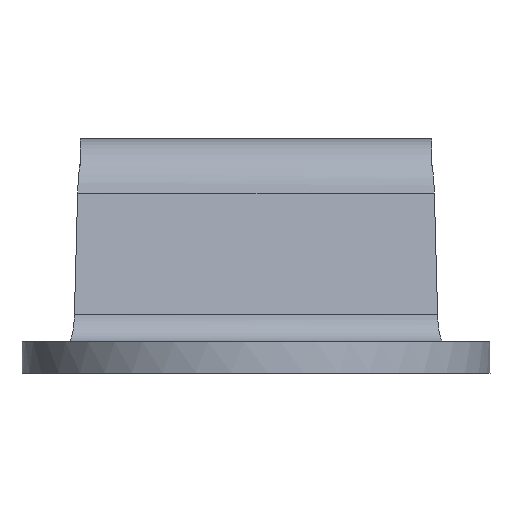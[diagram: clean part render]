
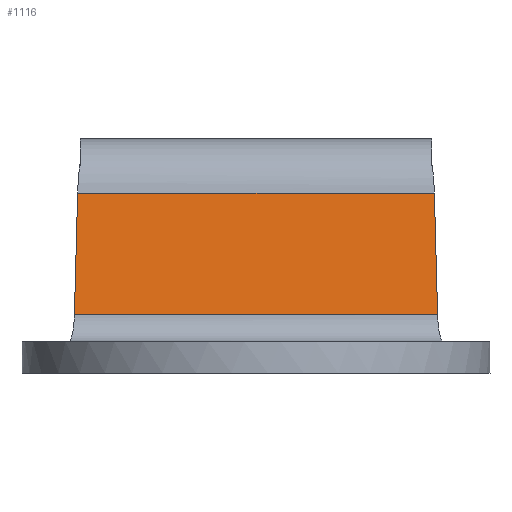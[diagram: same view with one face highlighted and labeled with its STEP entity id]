
A CAD part, left-side view. The second image highlights one B-rep face of the part: STEP entity #1116.
In plain terms, the highlighted free-form (B-spline) face has degree [1, 1] with [2, 2] control points.
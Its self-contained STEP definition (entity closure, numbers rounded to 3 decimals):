
#60=CARTESIAN_POINT('',(18.482,11.641,3.732));
#61=VERTEX_POINT('',#60);
#82=CARTESIAN_POINT('',(18.482,-11.641,3.732));
#83=VERTEX_POINT('',#82);
#97=CARTESIAN_POINT('',(18.482,11.641,3.732));
#98=CARTESIAN_POINT('',(18.482,-11.641,3.732));
#99=QUASI_UNIFORM_CURVE('',1,(#97,#98),.UNSPECIFIED.,.F.,.U.);
#100=EDGE_CURVE('',#61,#83,#99,.T.);
#302=CARTESIAN_POINT('',(19.536,11.433,11.535));
#303=VERTEX_POINT('',#302);
#319=CARTESIAN_POINT('',(19.536,-11.433,11.535));
#320=VERTEX_POINT('',#319);
#321=CARTESIAN_POINT('',(19.536,-11.433,11.535));
#322=CARTESIAN_POINT('',(19.536,11.433,11.535));
#323=QUASI_UNIFORM_CURVE('',1,(#321,#322),.UNSPECIFIED.,.F.,.U.);
#324=EDGE_CURVE('',#320,#303,#323,.T.);
#616=CARTESIAN_POINT('',(19.536,-11.433,11.535));
#617=CARTESIAN_POINT('',(18.482,-11.641,3.732));
#618=QUASI_UNIFORM_CURVE('',1,(#616,#617),.UNSPECIFIED.,.F.,.U.);
#619=EDGE_CURVE('',#320,#83,#618,.T.);
#658=CARTESIAN_POINT('',(18.482,11.641,3.732));
#659=CARTESIAN_POINT('',(19.536,11.433,11.535));
#660=QUASI_UNIFORM_CURVE('',1,(#658,#659),.UNSPECIFIED.,.F.,.U.);
#661=EDGE_CURVE('',#61,#303,#660,.T.);
#1105=CARTESIAN_POINT('',(18.429,-12.804,3.343));
#1106=CARTESIAN_POINT('',(19.589,-12.804,11.925));
#1107=CARTESIAN_POINT('',(18.429,12.804,3.343));
#1108=CARTESIAN_POINT('',(19.589,12.804,11.925));
#1109=B_SPLINE_SURFACE_WITH_KNOTS('',1,1,((#1105,#1107),(#1106,#1108)),.UNSPECIFIED.,.F.,.F.,.U.,(2,2),(2,2),(0.0,8.661),(0.0,25.608),.UNSPECIFIED.);
#1110=ORIENTED_EDGE('',*,*,#661,.F.);
#1111=ORIENTED_EDGE('',*,*,#100,.T.);
#1112=ORIENTED_EDGE('',*,*,#619,.F.);
#1113=ORIENTED_EDGE('',*,*,#324,.T.);
#1114=EDGE_LOOP('',(#1110,#1111,#1112,#1113));
#1115=FACE_OUTER_BOUND('',#1114,.T.);
#1116=ADVANCED_FACE('',(#1115),#1109,.T.);
